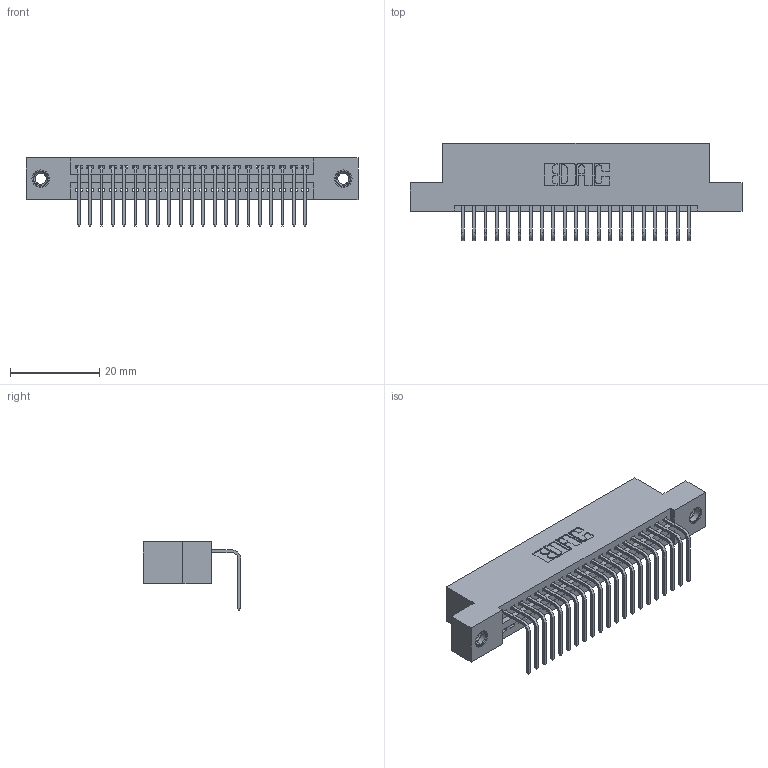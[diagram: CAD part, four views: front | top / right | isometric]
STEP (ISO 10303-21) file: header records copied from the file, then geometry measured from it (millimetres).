
FILE_DESCRIPTION (( 'STEP AP203' ), '1' );
FILE_NAME ('395-021-558-107.STEP', '2018-11-07T23:25:00', ( '' ), ( '' ), 'SwSTEP 2.0', 'SolidWorks 2016', '' );
FILE_SCHEMA (( 'CONFIG_CONTROL_DESIGN' ));
Length unit declared in the file: inch
Products named in the file (4): 345-250-001_345-250-005-103; 345-292-001_558 Tail - 2; 345 Part_Flush Mounting Lugs - 0.156 Dia-TI; 395-021-558-107
Assembly tree (24 placements, depth 2):
  395-021-558-107
    345 Part_Flush Mounting Lugs - 0.156 Dia-TI
    345-292-001_558 Tail - 2  x21
    345-250-001_345-250-005-103  x2
Bounding box: 74.55 x 21.83 x 15.37 mm (x, y, z)
Volume: 6965.2 mm3; surface area: 9414.4 mm2
Topology: 24 solids, 24 shells, 1446 faces, 4299 edges, 2830 vertices
Faces by surface type: plane 994, cylinder 436, cone 12, torus 4
Entity records: 19902 total; most frequent: CARTESIAN_POINT 3430, ORIENTED_EDGE 3378, DIRECTION 3053, EDGE_CURVE 1689, VECTOR 1453, LINE 1453, VERTEX_POINT 1120, AXIS2_PLACEMENT_3D 800
